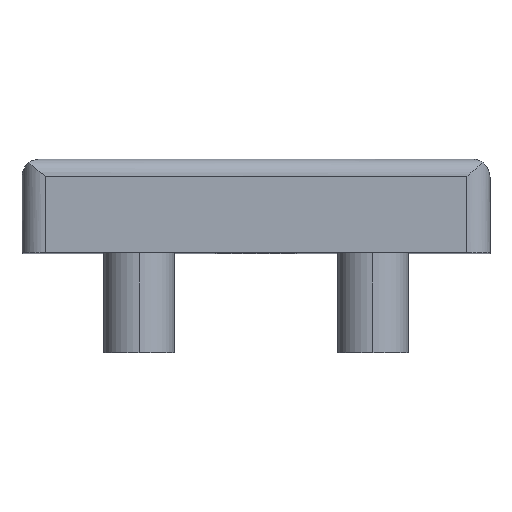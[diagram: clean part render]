
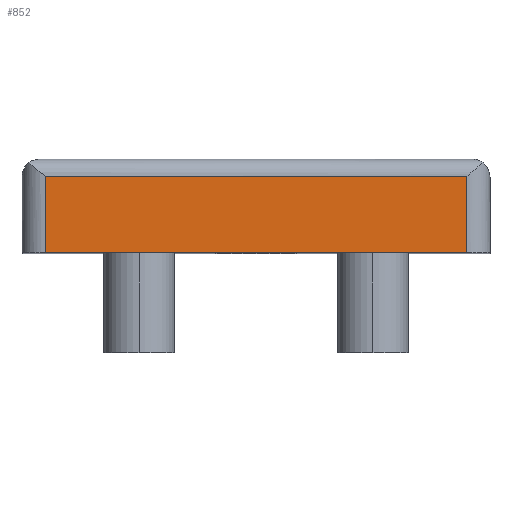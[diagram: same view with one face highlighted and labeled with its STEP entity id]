
A CAD part, top view. The second image highlights one B-rep face of the part: STEP entity #852.
In plain terms, the highlighted planar face has unit normal (0, 0, 1).
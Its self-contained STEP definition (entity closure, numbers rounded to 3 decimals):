
#55 = CARTESIAN_POINT ( 'NONE',  ( 41., 13., 40. ) ) ;
#106 = CARTESIAN_POINT ( 'NONE',  ( -36., 0., 40. ) ) ;
#107 = EDGE_CURVE ( 'NONE', #1870, #1280, #418, .T. ) ;
#165 = VECTOR ( 'NONE', #974, 1000. ) ;
#185 = LINE ( 'NONE', #55, #165 ) ;
#219 = DIRECTION ( 'NONE',  ( 0., -1., 0. ) ) ;
#360 = AXIS2_PLACEMENT_3D ( 'NONE', #1372, #1240, #776 ) ;
#418 = LINE ( 'NONE', #505, #1003 ) ;
#505 = CARTESIAN_POINT ( 'NONE',  ( 0., 0., 40. ) ) ;
#518 = CARTESIAN_POINT ( 'NONE',  ( 36., 0., 40. ) ) ;
#538 = PLANE ( 'NONE',  #360 ) ;
#669 = VERTEX_POINT ( 'NONE', #1654 ) ;
#776 = DIRECTION ( 'NONE',  ( 1., 0., 0. ) ) ;
#813 = VERTEX_POINT ( 'NONE', #1220 ) ;
#852 = ADVANCED_FACE ( 'NONE', ( #998 ), #538, .T. ) ;
#879 = ORIENTED_EDGE ( 'NONE', *, *, #1846, .T. ) ;
#881 = VECTOR ( 'NONE', #1500, 1000. ) ;
#974 = DIRECTION ( 'NONE',  ( -1., 0., 0. ) ) ;
#982 = VECTOR ( 'NONE', #219, 1000. ) ;
#998 = FACE_OUTER_BOUND ( 'NONE', #1491, .T. ) ;
#1003 = VECTOR ( 'NONE', #1476, 1000. ) ;
#1087 = EDGE_CURVE ( 'NONE', #669, #1280, #1939, .T. ) ;
#1220 = CARTESIAN_POINT ( 'NONE',  ( -36., 13., 40. ) ) ;
#1240 = DIRECTION ( 'NONE',  ( 0., 0., 1. ) ) ;
#1253 = ORIENTED_EDGE ( 'NONE', *, *, #107, .T. ) ;
#1280 = VERTEX_POINT ( 'NONE', #1933 ) ;
#1350 = LINE ( 'NONE', #106, #881 ) ;
#1372 = CARTESIAN_POINT ( 'NONE',  ( 41., 0., 40. ) ) ;
#1397 = ORIENTED_EDGE ( 'NONE', *, *, #1665, .T. ) ;
#1476 = DIRECTION ( 'NONE',  ( 1., 0., 0. ) ) ;
#1491 = EDGE_LOOP ( 'NONE', ( #1765, #1397, #879, #1253 ) ) ;
#1500 = DIRECTION ( 'NONE',  ( 0., -1., 0. ) ) ;
#1654 = CARTESIAN_POINT ( 'NONE',  ( 36., 13., 40. ) ) ;
#1665 = EDGE_CURVE ( 'NONE', #669, #813, #185, .T. ) ;
#1765 = ORIENTED_EDGE ( 'NONE', *, *, #1087, .F. ) ;
#1846 = EDGE_CURVE ( 'NONE', #813, #1870, #1350, .T. ) ;
#1870 = VERTEX_POINT ( 'NONE', #1940 ) ;
#1933 = CARTESIAN_POINT ( 'NONE',  ( 36., 0., 40. ) ) ;
#1939 = LINE ( 'NONE', #518, #982 ) ;
#1940 = CARTESIAN_POINT ( 'NONE',  ( -36., 0., 40. ) ) ;
